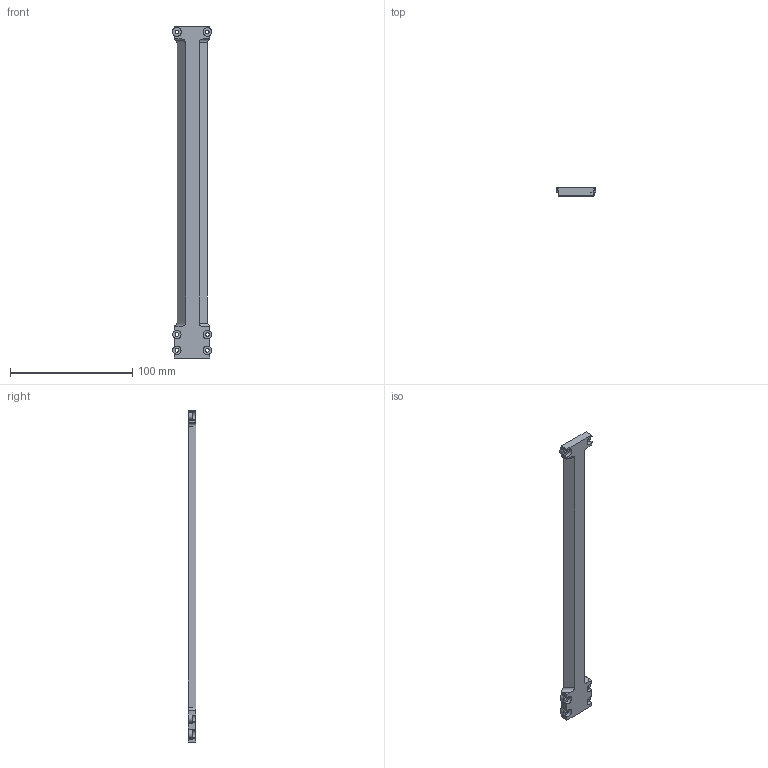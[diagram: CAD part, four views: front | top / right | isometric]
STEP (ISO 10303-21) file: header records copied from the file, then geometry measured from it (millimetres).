
FILE_DESCRIPTION(/* description */ (''),/* implementation_level */ '2;1');
FILE_NAME(/* name */ 'X-Axis Distal Railing Mount.step',/* time_stamp */ '2022-05-21T14:57:55-07:00',/* author */ (''),/* organization */ (''),/* preprocessor_version */ 'ST-DEVELOPER v18.1',/* originating_system */ 'Autodesk Translation Framework v10.14.0.1471',/* authorisation */ '');
FILE_SCHEMA (('AUTOMOTIVE_DESIGN { 1 0 10303 214 3 1 1 }'));
Length unit declared in the file: millimetre
Products named in the file (1): X-Axis Distal Railing Mount
Bounding box: 32 x 6.5 x 271.1 mm (x, y, z)
Volume: 25889.6 mm3; surface area: 17844 mm2
Topology: 1 solids, 1 shells, 219 faces, 617 edges, 410 vertices
Faces by surface type: cylinder 146, plane 55, bspline 18
Full cylindrical faces by diameter (mm): 2.93 x27, 3 x6, 3.599 x3, 3.6 x6
Entity records: 14953 total; most frequent: CARTESIAN_POINT 9662, ORIENTED_EDGE 1234, DIRECTION 889, EDGE_CURVE 617, VERTEX_POINT 410, AXIS2_PLACEMENT_3D 322, B_SPLINE_CURVE_WITH_KNOTS 252, LINE 245
